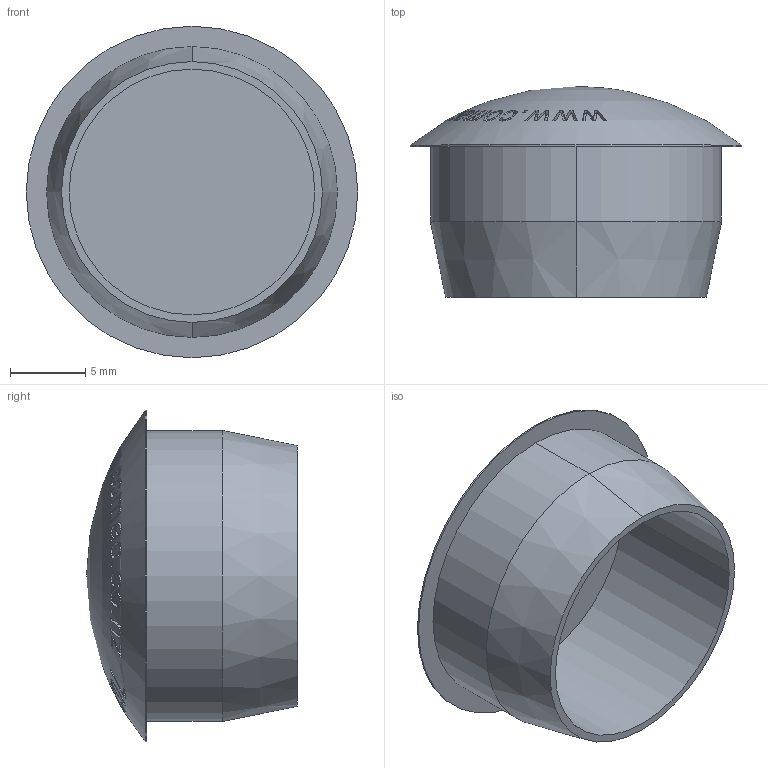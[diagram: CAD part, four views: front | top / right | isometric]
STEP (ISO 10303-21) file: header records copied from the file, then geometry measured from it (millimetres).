
FILE_DESCRIPTION (( 'STEP AP214' ), '1' );
FILE_NAME ('70247-Round Plug Smooth White 22mm.STEP', '2018-12-20T22:41:27', ( '' ), ( '' ), 'SwSTEP 2.0', 'SolidWorks 2018', '' );
FILE_SCHEMA (( 'AUTOMOTIVE_DESIGN' ));
Length unit declared in the file: millimetre
Products named in the file (1): 70247-Round Plug Smooth White 22mm
Bounding box: 22 x 14 x 22 mm (x, y, z)
Volume: 1500.2 mm3; surface area: 1901.4 mm2
Topology: 1 solids, 1 shells, 262 faces, 700 edges, 466 vertices
Faces by surface type: bspline 225, sphere 26, cylinder 6, plane 3, cone 2
Entity records: 20683 total; most frequent: CARTESIAN_POINT 16119, ORIENTED_EDGE 1394, EDGE_CURVE 697, B_SPLINE_CURVE_WITH_KNOTS 675, VERTEX_POINT 464, EDGE_LOOP 289, ADVANCED_FACE 262, FACE_OUTER_BOUND 262
